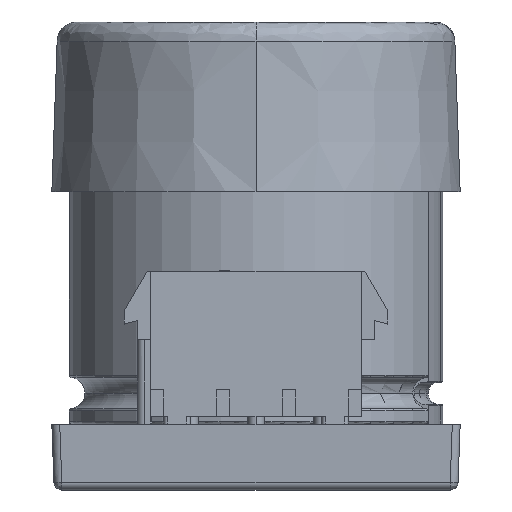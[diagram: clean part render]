
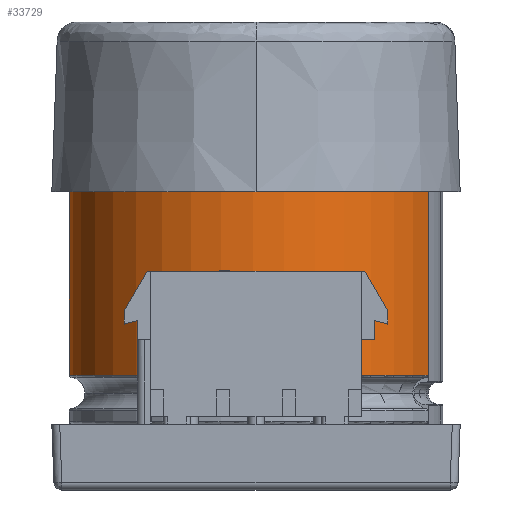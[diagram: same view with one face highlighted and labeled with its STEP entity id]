
A CAD part, left-side view. The second image highlights one B-rep face of the part: STEP entity #33729.
In plain terms, the highlighted cylindrical face has radius 18 mm (diameter 36 mm), a partial arc.
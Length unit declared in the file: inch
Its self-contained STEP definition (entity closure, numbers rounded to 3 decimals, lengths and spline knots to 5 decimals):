
#9847 = CIRCLE ( 'NONE', #9858, 0.70866 ) ;
#9858 = AXIS2_PLACEMENT_3D ( 'NONE', #13668, #13669, #13670 ) ;
#9867 = CIRCLE ( 'NONE', #9869, 0.70866 ) ;
#9869 = AXIS2_PLACEMENT_3D ( 'NONE', #13741, #13742, #13743 ) ;
#12077 = ORIENTED_EDGE ( 'NONE', *, *, #33756, .F. ) ;
#12078 = ORIENTED_EDGE ( 'NONE', *, *, #26559, .T. ) ;
#12079 = ORIENTED_EDGE ( 'NONE', *, *, #33755, .T. ) ;
#12080 = ORIENTED_EDGE ( 'NONE', *, *, #33757, .F. ) ;
#12081 = ORIENTED_EDGE ( 'NONE', *, *, #26543, .T. ) ;
#12082 = ORIENTED_EDGE ( 'NONE', *, *, #33758, .T. ) ;
#12336 = VERTEX_POINT ( 'NONE', #30016 ) ;
#12371 = VERTEX_POINT ( 'NONE', #30051 ) ;
#12437 = VERTEX_POINT ( 'NONE', #30117 ) ;
#12592 = VERTEX_POINT ( 'NONE', #30272 ) ;
#12611 = VERTEX_POINT ( 'NONE', #30291 ) ;
#12721 = VERTEX_POINT ( 'NONE', #31445 ) ;
#13668 = CARTESIAN_POINT ( 'NONE',  ( -10.83833, 1.59254, 3.91977 ) ) ;
#13669 = DIRECTION ( 'NONE',  ( 0., 0., 1. ) ) ;
#13670 = DIRECTION ( 'NONE',  ( 0.149, 0.989, 0. ) ) ;
#13741 = CARTESIAN_POINT ( 'NONE',  ( -10.83833, 1.59254, 5.10158 ) ) ;
#13742 = DIRECTION ( 'NONE',  ( 0., 0., -1. ) ) ;
#13743 = DIRECTION ( 'NONE',  ( 0.149, 0.989, 0. ) ) ;
#18428 = AXIS2_PLACEMENT_3D ( 'NONE', #20174, #20175, #20176 ) ;
#18494 = CIRCLE ( 'NONE', #18509, 0.70866 ) ;
#18497 = CIRCLE ( 'NONE', #18506, 0.70866 ) ;
#18506 = AXIS2_PLACEMENT_3D ( 'NONE', #20389, #20390, #20392 ) ;
#18507 = VECTOR ( 'NONE', #20395, 39.37008 ) ;
#18508 = VECTOR ( 'NONE', #20398, 39.37008 ) ;
#18509 = AXIS2_PLACEMENT_3D ( 'NONE', #20400, #20402, #20403 ) ;
#19522 = FACE_OUTER_BOUND ( 'NONE', #28820, .T. ) ;
#19525 = CYLINDRICAL_SURFACE ( 'NONE', #18428, 0.70866 ) ;
#19566 = LINE ( 'NONE', #20394, #18507 ) ;
#19567 = LINE ( 'NONE', #20397, #18508 ) ;
#20174 = CARTESIAN_POINT ( 'NONE',  ( -10.83833, 1.59254, 5.11142 ) ) ;
#20175 = DIRECTION ( 'NONE',  ( 0., 0., -1. ) ) ;
#20176 = DIRECTION ( 'NONE',  ( -0.149, -0.989, 0. ) ) ;
#20389 = CARTESIAN_POINT ( 'NONE',  ( -10.83833, 1.59254, 5.10158 ) ) ;
#20390 = DIRECTION ( 'NONE',  ( 0., 0., -1. ) ) ;
#20392 = DIRECTION ( 'NONE',  ( 0.149, 0.989, 0. ) ) ;
#20394 = CARTESIAN_POINT ( 'NONE',  ( -11.11275, 0.93917, 5.11142 ) ) ;
#20395 = DIRECTION ( 'NONE',  ( 0., 0., -1. ) ) ;
#20397 = CARTESIAN_POINT ( 'NONE',  ( -10.85056, 0.88398, 5.11142 ) ) ;
#20398 = DIRECTION ( 'NONE',  ( 0., 0., 1. ) ) ;
#20400 = CARTESIAN_POINT ( 'NONE',  ( -10.83833, 1.59254, 3.91977 ) ) ;
#20402 = DIRECTION ( 'NONE',  ( 0., 0., 1. ) ) ;
#20403 = DIRECTION ( 'NONE',  ( 0.149, 0.989, 0. ) ) ;
#26543 = EDGE_CURVE ( 'NONE', #12437, #12611, #9847, .T. ) ;
#26559 = EDGE_CURVE ( 'NONE', #12721, #12336, #9867, .T. ) ;
#28820 = EDGE_LOOP ( 'NONE', ( #12077, #12079, #12078, #12080, #12081, #12082 ) ) ;
#30016 = CARTESIAN_POINT ( 'NONE',  ( -10.85056, 0.88398, 5.10158 ) ) ;
#30051 = CARTESIAN_POINT ( 'NONE',  ( -11.11275, 0.93917, 3.91977 ) ) ;
#30117 = CARTESIAN_POINT ( 'NONE',  ( -10.85056, 0.88398, 3.91977 ) ) ;
#30272 = CARTESIAN_POINT ( 'NONE',  ( -11.11275, 0.93917, 5.10158 ) ) ;
#30291 = CARTESIAN_POINT ( 'NONE',  ( -10.73299, 2.29333, 3.91977 ) ) ;
#31445 = CARTESIAN_POINT ( 'NONE',  ( -10.73299, 2.29333, 5.10158 ) ) ;
#33729 = ADVANCED_FACE ( 'NONE', ( #19522 ), #19525, .T. ) ;
#33755 = EDGE_CURVE ( 'NONE', #12592, #12721, #18497, .T. ) ;
#33756 = EDGE_CURVE ( 'NONE', #12592, #12371, #19566, .T. ) ;
#33757 = EDGE_CURVE ( 'NONE', #12437, #12336, #19567, .T. ) ;
#33758 = EDGE_CURVE ( 'NONE', #12611, #12371, #18494, .T. ) ;
